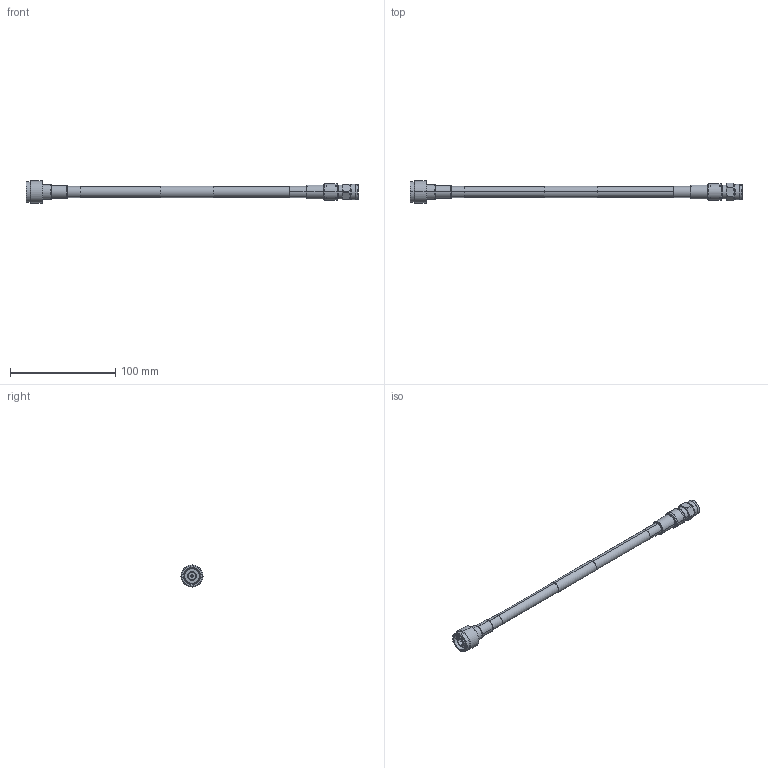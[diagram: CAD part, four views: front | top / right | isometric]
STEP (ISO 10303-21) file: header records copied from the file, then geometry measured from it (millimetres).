
FILE_DESCRIPTION (( 'STEP AP214' ), '1' );
FILE_NAME ('FMC00517_3D.step', '2023-02-23T03:23:47', ( '' ), ( '' ), 'SwSTEP 2.0', 'SolidWorks 2022', '' );
FILE_SCHEMA (( 'AUTOMOTIVE_DESIGN' ));
Length unit declared in the file: inch
Products named in the file (6): TC-400-TM-X^FMC00517; FMC00517_3D; heat shrink conn 1^FMC00517; SC9116^FMC00517; LMR-400-FR Ø.405 jacket^FMC00517; heat shrink conn 2^FMC00517_conn 1
Assembly tree (5 placements, depth 2):
  FMC00517_3D
    LMR-400-FR Ø.405 jacket^FMC00517
    SC9116^FMC00517
    heat shrink conn 1^FMC00517
    TC-400-TM-X^FMC00517
    heat shrink conn 2^FMC00517_conn 1
Bounding box: 315.92 x 21 x 21 mm (x, y, z)
Volume: 31244.1 mm3; surface area: 27155.2 mm2
Topology: 8 solids, 8 shells, 1212 faces, 2944 edges, 1771 vertices
Faces by surface type: bspline 645, cylinder 367, cone 93, plane 67, torus 40
Entity records: 42563 total; most frequent: CARTESIAN_POINT 21883, ORIENTED_EDGE 5888, EDGE_CURVE 2944, DIRECTION 2635, VERTEX_POINT 1771, EDGE_LOOP 1245, FACE_OUTER_BOUND 1212, ADVANCED_FACE 1212
